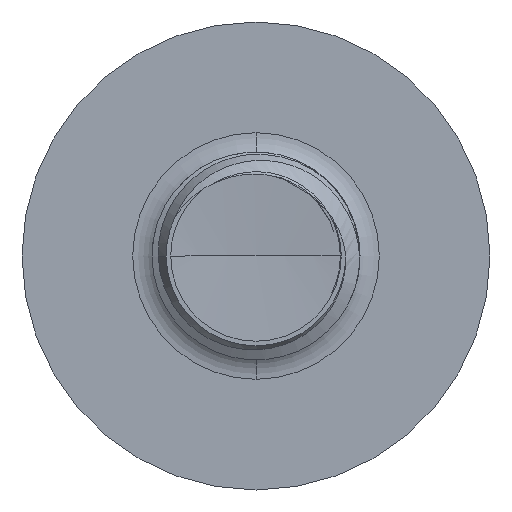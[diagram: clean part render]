
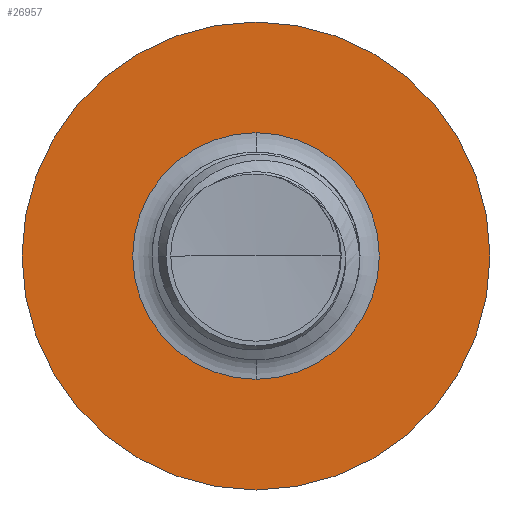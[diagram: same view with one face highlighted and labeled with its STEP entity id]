
A CAD part, front view. The second image highlights one B-rep face of the part: STEP entity #26957.
In plain terms, the highlighted planar face has unit normal (0, -1, 0).
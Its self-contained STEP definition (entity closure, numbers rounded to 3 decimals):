
#512 = VERTEX_POINT ( 'NONE', #6826 ) ;
#1367 = DIRECTION ( 'NONE',  ( 0., 1., 0. ) ) ;
#1440 = AXIS2_PLACEMENT_3D ( 'NONE', #11861, #29327, #14323 ) ;
#1631 = AXIS2_PLACEMENT_3D ( 'NONE', #24393, #9415, #26937 ) ;
#2073 = CARTESIAN_POINT ( 'NONE',  ( 0., 12.5, -4.5 ) ) ;
#2916 = DIRECTION ( 'NONE',  ( 0., 1., 0. ) ) ;
#3103 = CARTESIAN_POINT ( 'NONE',  ( 0., 12.5, 2.371 ) ) ;
#3323 = EDGE_CURVE ( 'NONE', #28020, #30351, #12282, .T. ) ;
#4192 = EDGE_CURVE ( 'NONE', #20154, #512, #9904, .T. ) ;
#4287 = AXIS2_PLACEMENT_3D ( 'NONE', #27120, #32548, #17519 ) ;
#4853 = ORIENTED_EDGE ( 'NONE', *, *, #4192, .F. ) ;
#6189 = AXIS2_PLACEMENT_3D ( 'NONE', #17956, #2916, #20506 ) ;
#6826 = CARTESIAN_POINT ( 'NONE',  ( 0., 12.5, 4.5 ) ) ;
#7656 = EDGE_CURVE ( 'NONE', #512, #20154, #30596, .T. ) ;
#9044 = CIRCLE ( 'NONE', #6189, 2.371 ) ;
#9415 = DIRECTION ( 'NONE',  ( 0., 1., 0. ) ) ;
#9904 = CIRCLE ( 'NONE', #23593, 4.5 ) ;
#11861 = CARTESIAN_POINT ( 'NONE',  ( 0., 12.5, 0. ) ) ;
#12191 = FACE_BOUND ( 'NONE', #24175, .T. ) ;
#12282 = CIRCLE ( 'NONE', #1631, 2.371 ) ;
#14323 = DIRECTION ( 'NONE',  ( 0., 0., 1. ) ) ;
#16451 = CARTESIAN_POINT ( 'NONE',  ( 0., 12.5, 0. ) ) ;
#17519 = DIRECTION ( 'NONE',  ( 0., 0., 1. ) ) ;
#17956 = CARTESIAN_POINT ( 'NONE',  ( 0., 12.5, 0. ) ) ;
#18731 = FACE_OUTER_BOUND ( 'NONE', #21061, .T. ) ;
#18947 = DIRECTION ( 'NONE',  ( 0., 0., 1. ) ) ;
#19655 = ORIENTED_EDGE ( 'NONE', *, *, #23316, .T. ) ;
#20154 = VERTEX_POINT ( 'NONE', #2073 ) ;
#20506 = DIRECTION ( 'NONE',  ( 0., 0., 1. ) ) ;
#20625 = ORIENTED_EDGE ( 'NONE', *, *, #3323, .T. ) ;
#21061 = EDGE_LOOP ( 'NONE', ( #31165, #4853 ) ) ;
#21492 = CARTESIAN_POINT ( 'NONE',  ( 0., 12.5, -2.371 ) ) ;
#23316 = EDGE_CURVE ( 'NONE', #30351, #28020, #9044, .T. ) ;
#23593 = AXIS2_PLACEMENT_3D ( 'NONE', #16451, #1367, #18947 ) ;
#24175 = EDGE_LOOP ( 'NONE', ( #19655, #20625 ) ) ;
#24393 = CARTESIAN_POINT ( 'NONE',  ( 0., 12.5, 0. ) ) ;
#26937 = DIRECTION ( 'NONE',  ( 0., 0., 1. ) ) ;
#26957 = ADVANCED_FACE ( 'NONE', ( #18731, #12191 ), #30045, .F. ) ;
#27120 = CARTESIAN_POINT ( 'NONE',  ( 0., 12.5, 4.5 ) ) ;
#28020 = VERTEX_POINT ( 'NONE', #21492 ) ;
#29327 = DIRECTION ( 'NONE',  ( 0., 1., 0. ) ) ;
#30045 = PLANE ( 'NONE',  #4287 ) ;
#30351 = VERTEX_POINT ( 'NONE', #3103 ) ;
#30596 = CIRCLE ( 'NONE', #1440, 4.5 ) ;
#31165 = ORIENTED_EDGE ( 'NONE', *, *, #7656, .F. ) ;
#32548 = DIRECTION ( 'NONE',  ( 0., 1., 0. ) ) ;
